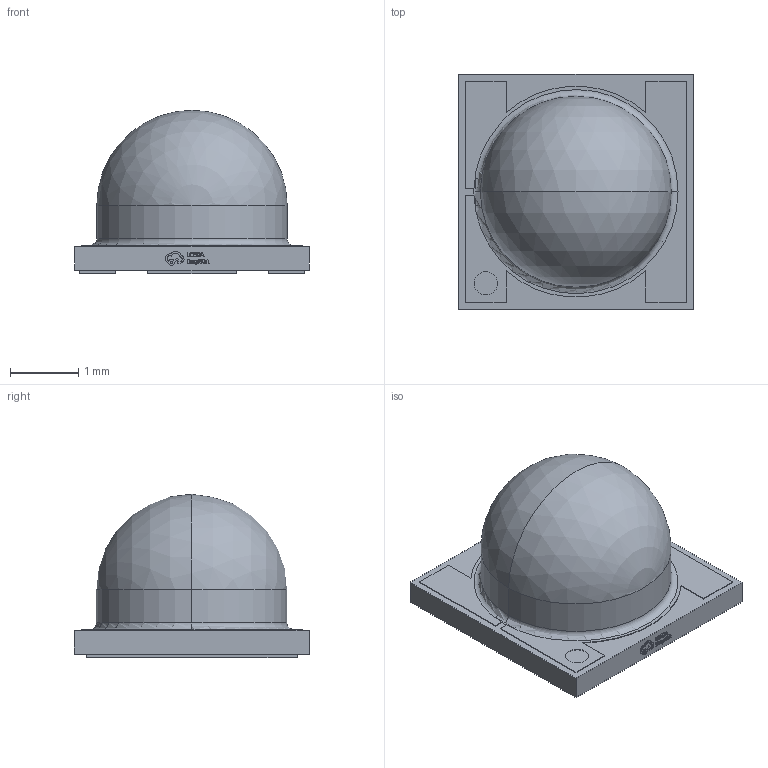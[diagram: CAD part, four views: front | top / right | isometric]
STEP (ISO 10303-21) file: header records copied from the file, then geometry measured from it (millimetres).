
FILE_DESCRIPTION (( 'STEP AP214' ), '1' );
FILE_NAME ('LED-SMD_3P-L3.5-W3.5_M3535N1UVS8UXX.step', '2022-07-08T11:57:31', ( '' ), ( '' ), 'SwSTEP 2.0', 'SolidWorks 2020', '' );
FILE_SCHEMA (( 'AUTOMOTIVE_DESIGN' ));
Length unit declared in the file: millimetre
Products named in the file (1): LED-SMD_3P-L3.5-W3.5_M3535N1UVS8UXX
Bounding box: 3.45 x 3.46 x 2.4 mm (x, y, z)
Volume: 14 mm3; surface area: 41.1 mm2
Topology: 1 solids, 1 shells, 339 faces, 917 edges, 609 vertices
Faces by surface type: plane 217, bspline 112, cylinder 6, torus 2, sphere 2
Entity records: 15482 total; most frequent: CARTESIAN_POINT 3964, ORIENTED_EDGE 1826, DIRECTION 1161, EDGE_CURVE 913, VECTOR 665, LINE 665, VERTEX_POINT 607, EDGE_LOOP 370
